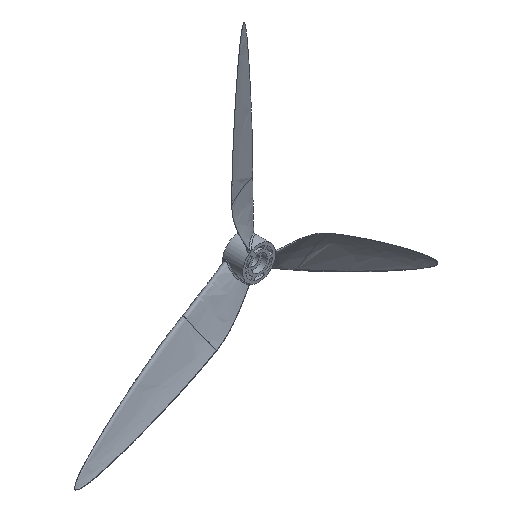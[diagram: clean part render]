
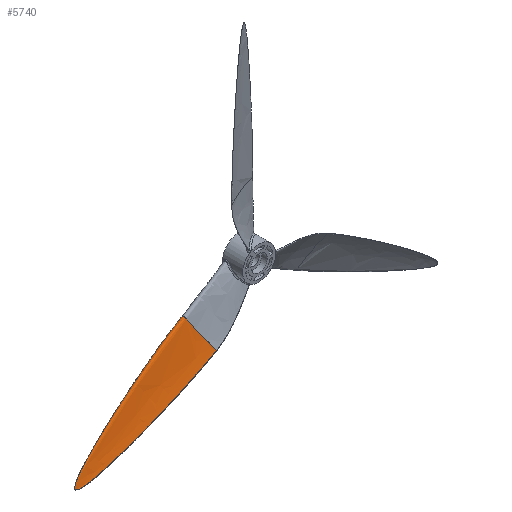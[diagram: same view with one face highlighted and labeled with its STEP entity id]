
A CAD part, isometric view. The second image highlights one B-rep face of the part: STEP entity #5740.
In plain terms, the highlighted free-form (B-spline) face has degree [3, 3] with [26, 4] control points.
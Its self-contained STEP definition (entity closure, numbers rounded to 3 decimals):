
#3740=VERTEX_POINT('',#3741);
#3741=CARTESIAN_POINT('',(-31.765,4.351,-14.981));
#3748=EDGE_CURVE('',#3740,#3749,#3751,.F.);
#3749=VERTEX_POINT('',#3750);
#3750=CARTESIAN_POINT('',(-32.234,2.049,-14.168));
#3751=CIRCLE('',#3752,1.25);
#3752=AXIS2_PLACEMENT_3D('',#3753,#3754,#3755);
#3753=CARTESIAN_POINT('',(-32.061,3.25,-14.469));
#3754=DIRECTION('',(-0.866,0.0,-0.5));
#3755=DIRECTION('',(-0.5,0.0,0.866));
#3757=EDGE_CURVE('',#3749,#3758,#3760,.F.);
#3758=VERTEX_POINT('',#3759);
#3759=CARTESIAN_POINT('',(-23.09,-5.254,-30.008));
#3760=CIRCLE('',#3761,100.0);
#3761=AXIS2_PLACEMENT_3D('',#3762,#3763,#3764);
#3762=CARTESIAN_POINT('',(-46.115,-94.02,9.873));
#3763=DIRECTION('',(0.866,0.0,0.5));
#3764=DIRECTION('',(-0.5,0.0,0.866));
#3766=EDGE_CURVE('',#3758,#3767,#3769,.F.);
#3767=VERTEX_POINT('',#3768);
#3768=CARTESIAN_POINT('',(-23.031,-5.033,-30.109));
#3769=CIRCLE('',#3770,0.125);
#3770=AXIS2_PLACEMENT_3D('',#3771,#3772,#3773);
#3771=CARTESIAN_POINT('',(-23.061,-5.144,-30.057));
#3772=DIRECTION('',(-0.866,0.0,-0.5));
#3773=DIRECTION('',(-0.5,0.0,0.866));
#3775=EDGE_CURVE('',#3767,#3740,#3776,.F.);
#3776=LINE('',#3777,#3778);
#3777=CARTESIAN_POINT('',(-31.765,4.351,-14.981));
#3778=VECTOR('',#3779,1.0);
#3779=DIRECTION('',(0.44,-0.473,-0.763));
#5740=ADVANCED_FACE('',(#5741),#5757,.T.);
#5741=FACE_BOUND('',#5742,.T.);
#5742=EDGE_LOOP('',(#5743,#5752,#5753,#5754,#5755,#5756));
#5743=ORIENTED_EDGE('',*,*,#5744,.T.);
#5744=EDGE_CURVE('',#5745,#3749,#5747,.F.);
#5745=VERTEX_POINT('',#5746);
#5746=CARTESIAN_POINT('',(-96.737,-1.65,-61.047));
#5747=B_SPLINE_CURVE_WITH_KNOTS('',3,(#5748,#5749,#5750,#5751),.UNSPECIFIED.,.F.,.U.,(4,4),(0.,1.0),.PIECEWISE_BEZIER_KNOTS.);
#5748=CARTESIAN_POINT('',(-32.234,2.049,-14.168));
#5749=CARTESIAN_POINT('',(-55.278,2.049,-27.472));
#5750=CARTESIAN_POINT('',(-98.476,-0.109,-58.035));
#5751=CARTESIAN_POINT('',(-96.737,-1.65,-61.047));
#5752=ORIENTED_EDGE('',*,*,#3748,.F.);
#5753=ORIENTED_EDGE('',*,*,#3775,.F.);
#5754=ORIENTED_EDGE('',*,*,#3766,.F.);
#5755=ORIENTED_EDGE('',*,*,#3757,.F.);
#5756=ORIENTED_EDGE('',*,*,#5744,.F.);
#5757=B_SPLINE_SURFACE_WITH_KNOTS('',3,3,((#5758,#5759,#5760,#5761),(#5762,#5763,#5764,#5765),(#5766,#5767,#5768,#5769),(#5770,#5771,#5772,#5773),(#5774,#5775,#5776,#5777),(#5778,#5779,#5780,#5781),(#5782,#5783,#5784,#5785),(#5786,#5787,#5788,#5789),(#5790,#5791,#5792,#5793),(#5794,#5795,#5796,#5797),(#5798,#5799,#5800,#5801),(#5802,#5803,#5804,#5805),(#5806,#5807,#5808,#5809),(#5810,#5811,#5812,#5813),(#5814,#5815,#5816,#5817),(#5818,#5819,#5820,#5821),(#5822,#5823,#5824,#5825),(#5826,#5827,#5828,#5829),(#5830,#5831,#5832,#5833),(#5834,#5835,#5836,#5837),(#5838,#5839,#5840,#5841),(#5842,#5843,#5844,#5845),(#5846,#5847,#5848,#5849),(#5850,#5851,#5852,#5853),(#5854,#5855,#5856,#5857),(#5858,#5859,#5860,#5861)),.UNSPECIFIED.,.T.,.F.,.U.,(1,1,2,1,1,1,1,1,1,1,2,1,1,1,2,1,1,1,2,1,1,1,2,1,1),(4,4),(-0.223,-0.112,0.0,0.012,0.024,0.036,0.047,0.059,0.071,0.083,0.095,0.207,0.32,0.432,0.544,0.546,0.549,0.551,0.553,0.665,0.777,0.888,1.0,1.012,1.024),(0.0,1.0),.UNSPECIFIED.);
#5758=CARTESIAN_POINT('',(-31.445,1.593,-15.536));
#5759=CARTESIAN_POINT('',(-54.433,1.593,-28.808));
#5760=CARTESIAN_POINT('',(-98.157,-0.373,-58.586));
#5761=CARTESIAN_POINT('',(-96.737,-1.65,-61.047));
#5762=CARTESIAN_POINT('',(-32.318,2.098,-14.023));
#5763=CARTESIAN_POINT('',(-55.367,2.098,-27.33));
#5764=CARTESIAN_POINT('',(-98.509,-0.081,-57.977));
#5765=CARTESIAN_POINT('',(-96.737,-1.65,-61.047));
#5766=CARTESIAN_POINT('',(-32.476,2.266,-13.75));
#5767=CARTESIAN_POINT('',(-55.537,2.266,-27.065));
#5768=CARTESIAN_POINT('',(-98.577,-0.022,-57.86));
#5769=CARTESIAN_POINT('',(-96.737,-1.65,-61.047));
#5770=CARTESIAN_POINT('',(-32.64,2.689,-13.466));
#5771=CARTESIAN_POINT('',(-55.718,2.689,-26.79));
#5772=CARTESIAN_POINT('',(-98.645,0.159,-57.743));
#5773=CARTESIAN_POINT('',(-96.737,-1.65,-61.047));
#5774=CARTESIAN_POINT('',(-32.704,3.209,-13.355));
#5775=CARTESIAN_POINT('',(-55.795,3.209,-26.686));
#5776=CARTESIAN_POINT('',(-98.671,0.374,-57.696));
#5777=CARTESIAN_POINT('',(-96.737,-1.65,-61.047));
#5778=CARTESIAN_POINT('',(-32.657,3.736,-13.437));
#5779=CARTESIAN_POINT('',(-55.754,3.736,-26.772));
#5780=CARTESIAN_POINT('',(-98.652,0.594,-57.73));
#5781=CARTESIAN_POINT('',(-96.737,-1.65,-61.047));
#5782=CARTESIAN_POINT('',(-32.506,4.179,-13.697));
#5783=CARTESIAN_POINT('',(-55.603,4.179,-27.032));
#5784=CARTESIAN_POINT('',(-98.589,0.779,-57.839));
#5785=CARTESIAN_POINT('',(-96.737,-1.65,-61.047));
#5786=CARTESIAN_POINT('',(-32.279,4.461,-14.092));
#5787=CARTESIAN_POINT('',(-55.367,4.461,-27.422));
#5788=CARTESIAN_POINT('',(-98.494,0.895,-58.003));
#5789=CARTESIAN_POINT('',(-96.737,-1.65,-61.047));
#5790=CARTESIAN_POINT('',(-32.013,4.534,-14.551));
#5791=CARTESIAN_POINT('',(-55.088,4.534,-27.873));
#5792=CARTESIAN_POINT('',(-98.383,0.93,-58.196));
#5793=CARTESIAN_POINT('',(-96.737,-1.65,-61.047));
#5794=CARTESIAN_POINT('',(-31.842,4.434,-14.848));
#5795=CARTESIAN_POINT('',(-54.905,4.434,-28.163));
#5796=CARTESIAN_POINT('',(-98.314,0.878,-58.315));
#5797=CARTESIAN_POINT('',(-96.737,-1.65,-61.047));
#5798=CARTESIAN_POINT('',(-31.037,3.569,-16.242));
#5799=CARTESIAN_POINT('',(-54.039,3.569,-29.522));
#5800=CARTESIAN_POINT('',(-97.959,0.592,-58.93));
#5801=CARTESIAN_POINT('',(-96.737,-1.65,-61.047));
#5802=CARTESIAN_POINT('',(-29.582,2.005,-18.763));
#5803=CARTESIAN_POINT('',(-52.499,2.005,-31.995));
#5804=CARTESIAN_POINT('',(-97.38,-0.163,-59.933));
#5805=CARTESIAN_POINT('',(-96.737,-1.65,-61.047));
#5806=CARTESIAN_POINT('',(-27.398,-0.341,-22.545));
#5807=CARTESIAN_POINT('',(-50.282,-0.341,-35.757));
#5808=CARTESIAN_POINT('',(-96.454,-1.079,-61.538));
#5809=CARTESIAN_POINT('',(-96.737,-1.65,-61.047));
#5810=CARTESIAN_POINT('',(-25.215,-2.687,-26.327));
#5811=CARTESIAN_POINT('',(-48.152,-2.687,-39.569));
#5812=CARTESIAN_POINT('',(-95.569,-2.15,-63.069));
#5813=CARTESIAN_POINT('',(-96.737,-1.65,-61.047));
#5814=CARTESIAN_POINT('',(-23.759,-4.251,-28.848));
#5815=CARTESIAN_POINT('',(-46.795,-4.251,-42.148));
#5816=CARTESIAN_POINT('',(-94.906,-2.592,-64.219));
#5817=CARTESIAN_POINT('',(-96.737,-1.65,-61.047));
#5818=CARTESIAN_POINT('',(-23.017,-5.049,-30.133));
#5819=CARTESIAN_POINT('',(-46.114,-5.049,-43.469));
#5820=CARTESIAN_POINT('',(-94.636,-3.069,-64.686));
#5821=CARTESIAN_POINT('',(-96.737,-1.65,-61.047));
#5822=CARTESIAN_POINT('',(-22.995,-5.103,-30.172));
#5823=CARTESIAN_POINT('',(-46.094,-5.103,-43.509));
#5824=CARTESIAN_POINT('',(-94.625,-3.088,-64.704));
#5825=CARTESIAN_POINT('',(-96.737,-1.65,-61.047));
#5826=CARTESIAN_POINT('',(-23.,-5.208,-30.163));
#5827=CARTESIAN_POINT('',(-46.1,-5.208,-43.501));
#5828=CARTESIAN_POINT('',(-94.628,-3.133,-64.7));
#5829=CARTESIAN_POINT('',(-96.737,-1.65,-61.047));
#5830=CARTESIAN_POINT('',(-23.04,-5.276,-30.093));
#5831=CARTESIAN_POINT('',(-46.139,-5.276,-43.429));
#5832=CARTESIAN_POINT('',(-94.645,-3.162,-64.67));
#5833=CARTESIAN_POINT('',(-96.737,-1.65,-61.047));
#5834=CARTESIAN_POINT('',(-23.075,-5.269,-30.033));
#5835=CARTESIAN_POINT('',(-46.171,-5.269,-43.367));
#5836=CARTESIAN_POINT('',(-94.659,-3.155,-64.646));
#5837=CARTESIAN_POINT('',(-96.737,-1.65,-61.047));
#5838=CARTESIAN_POINT('',(-23.819,-4.498,-28.744));
#5839=CARTESIAN_POINT('',(-46.85,-4.498,-42.041));
#5840=CARTESIAN_POINT('',(-95.006,-2.98,-64.045));
#5841=CARTESIAN_POINT('',(-96.737,-1.65,-61.047));
#5842=CARTESIAN_POINT('',(-25.297,-3.056,-26.184));
#5843=CARTESIAN_POINT('',(-48.234,-3.056,-39.427));
#5844=CARTESIAN_POINT('',(-95.568,-2.167,-63.072));
#5845=CARTESIAN_POINT('',(-96.737,-1.65,-61.047));
#5846=CARTESIAN_POINT('',(-27.564,-1.114,-22.257));
#5847=CARTESIAN_POINT('',(-50.444,-1.114,-35.466));
#5848=CARTESIAN_POINT('',(-96.536,-1.454,-61.395));
#5849=CARTESIAN_POINT('',(-96.737,-1.65,-61.047));
#5850=CARTESIAN_POINT('',(-29.877,0.602,-18.252));
#5851=CARTESIAN_POINT('',(-52.788,0.602,-31.479));
#5852=CARTESIAN_POINT('',(-97.487,-0.672,-59.747));
#5853=CARTESIAN_POINT('',(-96.737,-1.65,-61.047));
#5854=CARTESIAN_POINT('',(-31.445,1.593,-15.536));
#5855=CARTESIAN_POINT('',(-54.433,1.593,-28.808));
#5856=CARTESIAN_POINT('',(-98.157,-0.373,-58.586));
#5857=CARTESIAN_POINT('',(-96.737,-1.65,-61.047));
#5858=CARTESIAN_POINT('',(-32.318,2.098,-14.023));
#5859=CARTESIAN_POINT('',(-55.367,2.098,-27.33));
#5860=CARTESIAN_POINT('',(-98.509,-0.081,-57.977));
#5861=CARTESIAN_POINT('',(-96.737,-1.65,-61.047));
